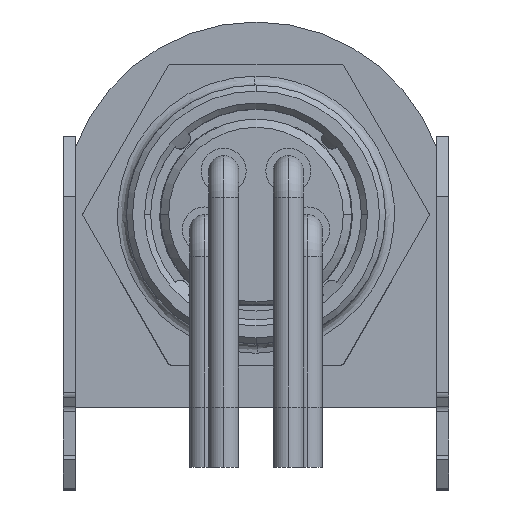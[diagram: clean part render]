
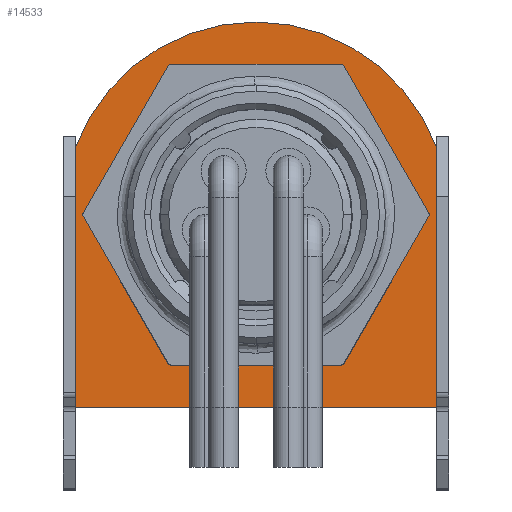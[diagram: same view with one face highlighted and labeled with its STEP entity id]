
A CAD part, top view. The second image highlights one B-rep face of the part: STEP entity #14533.
In plain terms, the highlighted planar face has unit normal (0, 0, 1).
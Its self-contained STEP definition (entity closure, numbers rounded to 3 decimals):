
#308 = CARTESIAN_POINT ( 'NONE',  ( -16.949, 1.432, 6.192 ) ) ;
#381 = ORIENTED_EDGE ( 'NONE', *, *, #11870, .F. ) ;
#758 = VERTEX_POINT ( 'NONE', #18373 ) ;
#840 = EDGE_LOOP ( 'NONE', ( #10751, #14875, #25879, #5516 ) ) ;
#2162 = DIRECTION ( 'NONE',  ( 1., 0., 0. ) ) ;
#2432 = VERTEX_POINT ( 'NONE', #308 ) ;
#2770 = ORIENTED_EDGE ( 'NONE', *, *, #23901, .F. ) ;
#3213 = CARTESIAN_POINT ( 'NONE',  ( -16.949, 10.059, 6.192 ) ) ;
#4584 = CARTESIAN_POINT ( 'NONE',  ( -4.949, 10.059, 6.192 ) ) ;
#4990 = EDGE_CURVE ( 'NONE', #2432, #7054, #9736, .T. ) ;
#5516 = ORIENTED_EDGE ( 'NONE', *, *, #6414, .T. ) ;
#6414 = EDGE_CURVE ( 'NONE', #6586, #2432, #11481, .T. ) ;
#6586 = VERTEX_POINT ( 'NONE', #3213 ) ;
#7054 = VERTEX_POINT ( 'NONE', #16997 ) ;
#7338 = VERTEX_POINT ( 'NONE', #4584 ) ;
#7394 = AXIS2_PLACEMENT_3D ( 'NONE', #21948, #20083, #16041 ) ;
#8195 = CARTESIAN_POINT ( 'NONE',  ( -10.949, 7.832, 6.192 ) ) ;
#9088 = DIRECTION ( 'NONE',  ( 0., 0., 1. ) ) ;
#9302 = DIRECTION ( 'NONE',  ( 1., 0., 0. ) ) ;
#9381 = CARTESIAN_POINT ( 'NONE',  ( -10.949, 7.832, 6.192 ) ) ;
#9736 = LINE ( 'NONE', #16849, #24842 ) ;
#10390 = DIRECTION ( 'NONE',  ( 0., -1., 0. ) ) ;
#10751 = ORIENTED_EDGE ( 'NONE', *, *, #4990, .T. ) ;
#11481 = LINE ( 'NONE', #18244, #15914 ) ;
#11870 = EDGE_CURVE ( 'NONE', #25754, #758, #22231, .T. ) ;
#14002 = AXIS2_PLACEMENT_3D ( 'NONE', #17288, #9088, #23198 ) ;
#14533 = ADVANCED_FACE ( 'NONE', ( #16610, #26066 ), #17400, .T. ) ;
#14875 = ORIENTED_EDGE ( 'NONE', *, *, #18716, .T. ) ;
#15914 = VECTOR ( 'NONE', #10390, 1000. ) ;
#15964 = AXIS2_PLACEMENT_3D ( 'NONE', #9381, #19322, #9302 ) ;
#16041 = DIRECTION ( 'NONE',  ( 1., 0., 0. ) ) ;
#16131 = CIRCLE ( 'NONE', #7394, 4. ) ;
#16610 = FACE_BOUND ( 'NONE', #24896, .T. ) ;
#16849 = CARTESIAN_POINT ( 'NONE',  ( -17.349, 1.432, 6.192 ) ) ;
#16997 = CARTESIAN_POINT ( 'NONE',  ( -4.949, 1.432, 6.192 ) ) ;
#17288 = CARTESIAN_POINT ( 'NONE',  ( -10.949, 7.832, 6.192 ) ) ;
#17400 = PLANE ( 'NONE',  #15964 ) ;
#17404 = CIRCLE ( 'NONE', #14002, 6.4 ) ;
#18244 = CARTESIAN_POINT ( 'NONE',  ( -16.949, 7.832, 6.192 ) ) ;
#18373 = CARTESIAN_POINT ( 'NONE',  ( -6.949, 7.832, 6.192 ) ) ;
#18716 = EDGE_CURVE ( 'NONE', #7054, #7338, #22531, .T. ) ;
#19058 = VECTOR ( 'NONE', #25321, 1000. ) ;
#19322 = DIRECTION ( 'NONE',  ( 0., 0., 1. ) ) ;
#20083 = DIRECTION ( 'NONE',  ( 0., 0., 1. ) ) ;
#21277 = CARTESIAN_POINT ( 'NONE',  ( -4.949, 7.832, 6.192 ) ) ;
#21948 = CARTESIAN_POINT ( 'NONE',  ( -10.949, 7.832, 6.192 ) ) ;
#22231 = CIRCLE ( 'NONE', #23873, 4. ) ;
#22310 = DIRECTION ( 'NONE',  ( 0., 0., 1. ) ) ;
#22531 = LINE ( 'NONE', #21277, #19058 ) ;
#23198 = DIRECTION ( 'NONE',  ( 1., 0., 0. ) ) ;
#23873 = AXIS2_PLACEMENT_3D ( 'NONE', #8195, #22310, #2162 ) ;
#23901 = EDGE_CURVE ( 'NONE', #758, #25754, #16131, .T. ) ;
#24629 = EDGE_CURVE ( 'NONE', #7338, #6586, #17404, .T. ) ;
#24842 = VECTOR ( 'NONE', #25307, 1000. ) ;
#24896 = EDGE_LOOP ( 'NONE', ( #2770, #381 ) ) ;
#25251 = CARTESIAN_POINT ( 'NONE',  ( -14.949, 7.832, 6.192 ) ) ;
#25307 = DIRECTION ( 'NONE',  ( 1., 0., 0. ) ) ;
#25321 = DIRECTION ( 'NONE',  ( 0., 1., 0. ) ) ;
#25754 = VERTEX_POINT ( 'NONE', #25251 ) ;
#25879 = ORIENTED_EDGE ( 'NONE', *, *, #24629, .T. ) ;
#26066 = FACE_OUTER_BOUND ( 'NONE', #840, .T. ) ;
